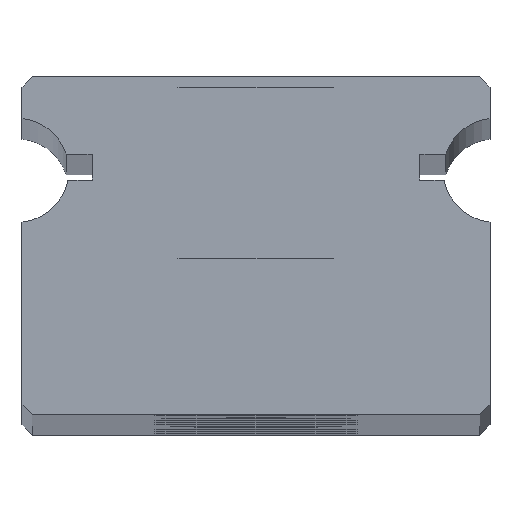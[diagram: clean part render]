
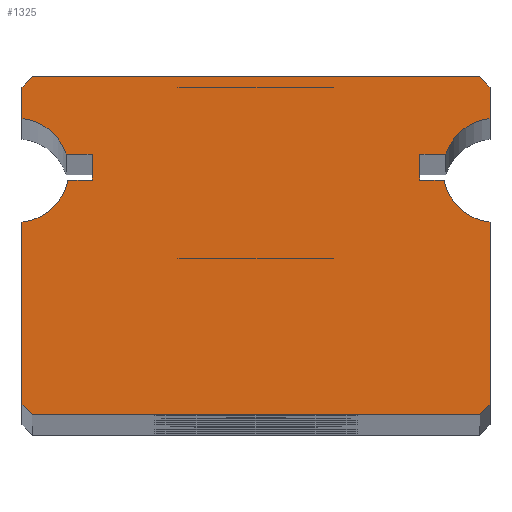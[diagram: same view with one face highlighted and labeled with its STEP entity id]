
A CAD part, top view. The second image highlights one B-rep face of the part: STEP entity #1325.
In plain terms, the highlighted planar face has unit normal (0, 0, 1).
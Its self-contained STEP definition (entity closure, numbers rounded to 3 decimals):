
#103=FACE_OUTER_BOUND('',#185,.T.);
#185=EDGE_LOOP('',(#911,#912,#913,#914,#915,#916,#917,#918,#919,#920,#921,
#922,#923,#924,#925,#926,#927,#928,#929,#930));
#303=LINE('',#2051,#403);
#304=LINE('',#2053,#404);
#305=LINE('',#2055,#405);
#306=LINE('',#2059,#406);
#307=LINE('',#2061,#407);
#308=LINE('',#2063,#408);
#309=LINE('',#2065,#409);
#310=LINE('',#2067,#410);
#311=LINE('',#2071,#411);
#312=LINE('',#2073,#412);
#313=LINE('',#2075,#413);
#314=LINE('',#2079,#414);
#315=LINE('',#2081,#415);
#316=LINE('',#2083,#416);
#317=LINE('',#2085,#417);
#318=LINE('',#2086,#418);
#403=VECTOR('',#1601,0.5);
#404=VECTOR('',#1602,0.5);
#405=VECTOR('',#1603,0.468);
#406=VECTOR('',#1606,3.505);
#407=VECTOR('',#1607,0.283);
#408=VECTOR('',#1608,8.6);
#409=VECTOR('',#1609,0.283);
#410=VECTOR('',#1610,3.505);
#411=VECTOR('',#1613,0.468);
#412=VECTOR('',#1614,0.5);
#413=VECTOR('',#1615,0.5);
#414=VECTOR('',#1618,0.605);
#415=VECTOR('',#1619,0.283);
#416=VECTOR('',#1620,8.6);
#417=VECTOR('',#1621,0.283);
#418=VECTOR('',#1622,0.605);
#503=CIRCLE('',#1422,1.);
#504=CIRCLE('',#1423,1.);
#505=CIRCLE('',#1424,1.);
#506=CIRCLE('',#1425,1.);
#595=VERTEX_POINT('',#2047);
#596=VERTEX_POINT('',#2048);
#597=VERTEX_POINT('',#2050);
#598=VERTEX_POINT('',#2052);
#599=VERTEX_POINT('',#2054);
#600=VERTEX_POINT('',#2056);
#601=VERTEX_POINT('',#2058);
#602=VERTEX_POINT('',#2060);
#603=VERTEX_POINT('',#2062);
#604=VERTEX_POINT('',#2064);
#605=VERTEX_POINT('',#2066);
#606=VERTEX_POINT('',#2068);
#607=VERTEX_POINT('',#2070);
#608=VERTEX_POINT('',#2072);
#609=VERTEX_POINT('',#2074);
#610=VERTEX_POINT('',#2076);
#611=VERTEX_POINT('',#2078);
#612=VERTEX_POINT('',#2080);
#613=VERTEX_POINT('',#2082);
#614=VERTEX_POINT('',#2084);
#719=EDGE_CURVE('',#595,#596,#503,.T.);
#720=EDGE_CURVE('',#596,#597,#303,.T.);
#721=EDGE_CURVE('',#597,#598,#304,.T.);
#722=EDGE_CURVE('',#598,#599,#305,.T.);
#723=EDGE_CURVE('',#599,#600,#504,.T.);
#724=EDGE_CURVE('',#600,#601,#306,.T.);
#725=EDGE_CURVE('',#601,#602,#307,.T.);
#726=EDGE_CURVE('',#602,#603,#308,.T.);
#727=EDGE_CURVE('',#603,#604,#309,.T.);
#728=EDGE_CURVE('',#604,#605,#310,.T.);
#729=EDGE_CURVE('',#605,#606,#505,.T.);
#730=EDGE_CURVE('',#606,#607,#311,.T.);
#731=EDGE_CURVE('',#607,#608,#312,.T.);
#732=EDGE_CURVE('',#608,#609,#313,.T.);
#733=EDGE_CURVE('',#609,#610,#506,.T.);
#734=EDGE_CURVE('',#610,#611,#314,.T.);
#735=EDGE_CURVE('',#611,#612,#315,.T.);
#736=EDGE_CURVE('',#612,#613,#316,.T.);
#737=EDGE_CURVE('',#613,#614,#317,.T.);
#738=EDGE_CURVE('',#614,#595,#318,.T.);
#911=ORIENTED_EDGE('',*,*,#719,.T.);
#912=ORIENTED_EDGE('',*,*,#720,.T.);
#913=ORIENTED_EDGE('',*,*,#721,.T.);
#914=ORIENTED_EDGE('',*,*,#722,.T.);
#915=ORIENTED_EDGE('',*,*,#723,.T.);
#916=ORIENTED_EDGE('',*,*,#724,.T.);
#917=ORIENTED_EDGE('',*,*,#725,.T.);
#918=ORIENTED_EDGE('',*,*,#726,.T.);
#919=ORIENTED_EDGE('',*,*,#727,.T.);
#920=ORIENTED_EDGE('',*,*,#728,.T.);
#921=ORIENTED_EDGE('',*,*,#729,.T.);
#922=ORIENTED_EDGE('',*,*,#730,.T.);
#923=ORIENTED_EDGE('',*,*,#731,.T.);
#924=ORIENTED_EDGE('',*,*,#732,.T.);
#925=ORIENTED_EDGE('',*,*,#733,.T.);
#926=ORIENTED_EDGE('',*,*,#734,.T.);
#927=ORIENTED_EDGE('',*,*,#735,.T.);
#928=ORIENTED_EDGE('',*,*,#736,.T.);
#929=ORIENTED_EDGE('',*,*,#737,.T.);
#930=ORIENTED_EDGE('',*,*,#738,.T.);
#1295=PLANE('',#1421);
#1325=ADVANCED_FACE('',(#103),#1295,.F.);
#1421=AXIS2_PLACEMENT_3D('',#2046,#1597,#1598);
#1422=AXIS2_PLACEMENT_3D('',#2049,#1599,#1600);
#1423=AXIS2_PLACEMENT_3D('',#2057,#1604,#1605);
#1424=AXIS2_PLACEMENT_3D('',#2069,#1611,#1612);
#1425=AXIS2_PLACEMENT_3D('',#2077,#1616,#1617);
#1597=DIRECTION('center_axis',(0.,0.,-1.));
#1598=DIRECTION('ref_axis',(-1.,0.,0.));
#1599=DIRECTION('center_axis',(0.,0.,-1.));
#1600=DIRECTION('ref_axis',(0.1,0.995,0.));
#1601=DIRECTION('',(1.,0.,0.));
#1602=DIRECTION('',(0.,-1.,0.));
#1603=DIRECTION('',(-1.,0.,0.));
#1604=DIRECTION('center_axis',(0.,0.,-1.));
#1605=DIRECTION('ref_axis',(0.982,-0.187,0.));
#1606=DIRECTION('',(0.,-1.,0.));
#1607=DIRECTION('',(0.707,-0.707,0.));
#1608=DIRECTION('',(1.,0.,0.));
#1609=DIRECTION('',(0.707,0.707,0.));
#1610=DIRECTION('',(0.,1.,0.));
#1611=DIRECTION('center_axis',(0.,0.,-1.));
#1612=DIRECTION('ref_axis',(-0.1,-0.995,0.));
#1613=DIRECTION('',(-1.,0.,0.));
#1614=DIRECTION('',(0.,1.,0.));
#1615=DIRECTION('',(1.,0.,0.));
#1616=DIRECTION('center_axis',(0.,0.,-1.));
#1617=DIRECTION('ref_axis',(-0.95,0.312,0.));
#1618=DIRECTION('',(0.,1.,0.));
#1619=DIRECTION('',(-0.707,0.707,0.));
#1620=DIRECTION('',(-1.,0.,0.));
#1621=DIRECTION('',(-0.707,-0.707,0.));
#1622=DIRECTION('',(0.,-1.,0.));
#2046=CARTESIAN_POINT('Origin',(-4.6,1.45,238.5));
#2047=CARTESIAN_POINT('',(-4.5,2.445,238.5));
#2048=CARTESIAN_POINT('',(-3.65,1.763,238.5));
#2049=CARTESIAN_POINT('Origin',(-4.6,1.45,238.5));
#2050=CARTESIAN_POINT('',(-3.15,1.763,238.5));
#2051=CARTESIAN_POINT('',(-3.65,1.763,238.5));
#2052=CARTESIAN_POINT('',(-3.15,1.263,238.5));
#2053=CARTESIAN_POINT('',(-3.15,1.763,238.5));
#2054=CARTESIAN_POINT('',(-3.618,1.263,238.5));
#2055=CARTESIAN_POINT('',(-3.15,1.263,238.5));
#2056=CARTESIAN_POINT('',(-4.5,0.455,238.5));
#2057=CARTESIAN_POINT('Origin',(-4.6,1.45,238.5));
#2058=CARTESIAN_POINT('',(-4.5,-3.05,238.5));
#2059=CARTESIAN_POINT('',(-4.5,0.455,238.5));
#2060=CARTESIAN_POINT('',(-4.3,-3.25,238.5));
#2061=CARTESIAN_POINT('',(-4.5,-3.05,238.5));
#2062=CARTESIAN_POINT('',(4.3,-3.25,238.5));
#2063=CARTESIAN_POINT('',(-4.3,-3.25,238.5));
#2064=CARTESIAN_POINT('',(4.5,-3.05,238.5));
#2065=CARTESIAN_POINT('',(4.3,-3.25,238.5));
#2066=CARTESIAN_POINT('',(4.5,0.455,238.5));
#2067=CARTESIAN_POINT('',(4.5,-3.05,238.5));
#2068=CARTESIAN_POINT('',(3.618,1.263,238.5));
#2069=CARTESIAN_POINT('Origin',(4.6,1.45,238.5));
#2070=CARTESIAN_POINT('',(3.15,1.263,238.5));
#2071=CARTESIAN_POINT('',(3.618,1.263,238.5));
#2072=CARTESIAN_POINT('',(3.15,1.763,238.5));
#2073=CARTESIAN_POINT('',(3.15,1.263,238.5));
#2074=CARTESIAN_POINT('',(3.65,1.763,238.5));
#2075=CARTESIAN_POINT('',(3.15,1.763,238.5));
#2076=CARTESIAN_POINT('',(4.5,2.445,238.5));
#2077=CARTESIAN_POINT('Origin',(4.6,1.45,238.5));
#2078=CARTESIAN_POINT('',(4.5,3.05,238.5));
#2079=CARTESIAN_POINT('',(4.5,2.445,238.5));
#2080=CARTESIAN_POINT('',(4.3,3.25,238.5));
#2081=CARTESIAN_POINT('',(4.5,3.05,238.5));
#2082=CARTESIAN_POINT('',(-4.3,3.25,238.5));
#2083=CARTESIAN_POINT('',(4.3,3.25,238.5));
#2084=CARTESIAN_POINT('',(-4.5,3.05,238.5));
#2085=CARTESIAN_POINT('',(-4.3,3.25,238.5));
#2086=CARTESIAN_POINT('',(-4.5,3.05,238.5));
